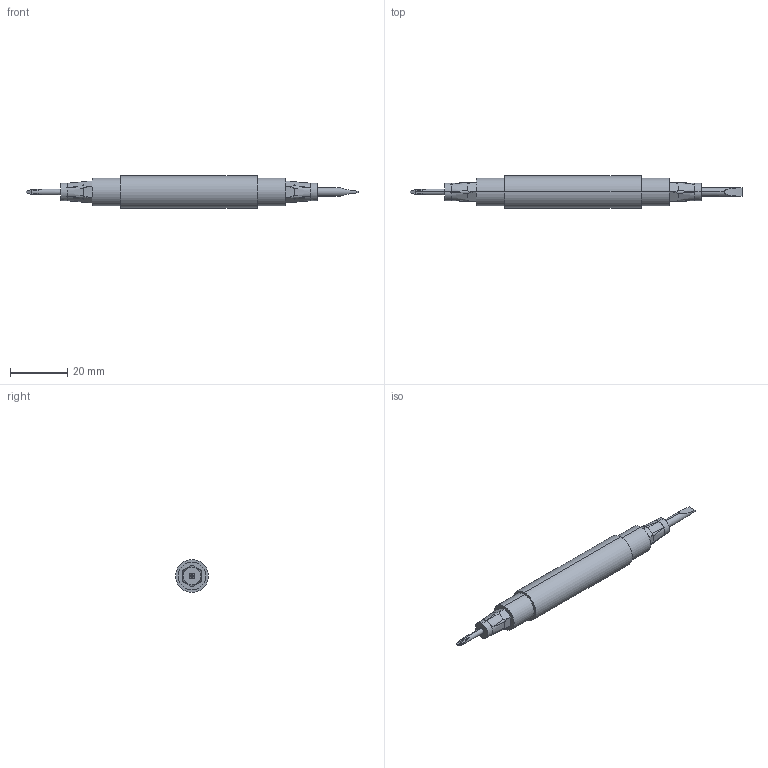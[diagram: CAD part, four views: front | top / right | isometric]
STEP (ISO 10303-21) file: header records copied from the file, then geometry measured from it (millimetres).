
FILE_DESCRIPTION (( 'STEP AP214' ), '1' );
FILE_NAME ('Screw Driver.step', '2017-10-17T01:31:26', ( '' ), ( '' ), 'SwSTEP 2.0', 'SolidWorks 2017', '' );
FILE_SCHEMA (( 'AUTOMOTIVE_DESIGN' ));
Length unit declared in the file: millimetre
Products named in the file (1): Screw Driver
Bounding box: 116.25 x 11.5 x 11.5 mm (x, y, z)
Volume: 6036.9 mm3; surface area: 5654.8 mm2
Topology: 3 solids, 3 shells, 200 faces, 486 edges, 300 vertices
Faces by surface type: bspline 96, plane 78, cylinder 26
Entity records: 10230 total; most frequent: CARTESIAN_POINT 5743, ORIENTED_EDGE 972, DIRECTION 524, EDGE_CURVE 486, VERTEX_POINT 300, B_SPLINE_CURVE_WITH_KNOTS 208, EDGE_LOOP 208, FACE_OUTER_BOUND 200
